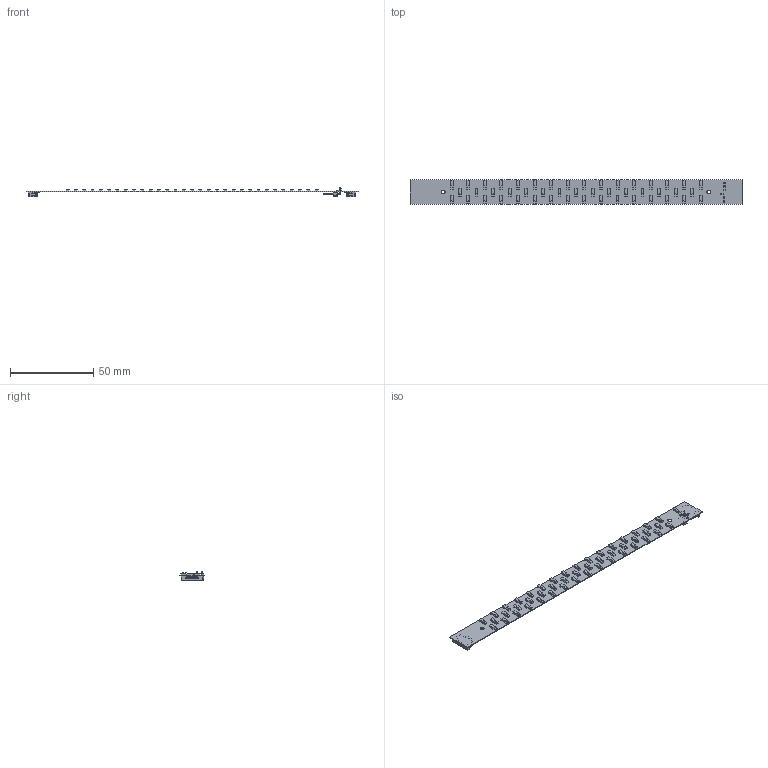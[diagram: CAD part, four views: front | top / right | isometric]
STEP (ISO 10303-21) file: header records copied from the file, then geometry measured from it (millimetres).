
FILE_DESCRIPTION(('Open CASCADE Model'),'2;1');
FILE_NAME('Open CASCADE Shape Model','2019-10-10T09:42:04',('Author'),( 'Open CASCADE'),'Open CASCADE STEP processor 6.8','Open CASCADE 6.8' ,'Unknown');
FILE_SCHEMA(('AUTOMOTIVE_DESIGN { 1 0 10303 214 1 1 1 1 }'));
Length unit declared in the file: millimetre
Products named in the file (130): PCB; Board; Open CASCADE STEP translator 6.8 2.1.1; U1_HALL_L24; 6321826496; Extruded; U1_HALL_L23; U1_HALL_L47; U1_HALL_L46; U1_HALL_L45; U1_HALL_L44; U1_HALL_L43; U1_HALL_L42; U1_HALL_L41; U1_HALL_L40; U1_HALL_L39; U1_HALL_L38; U1_HALL_L37; U1_HALL_L36; U1_HALL_L35; U1_HALL_L34; U1_HALL_L33; U1_HALL_L32; U1_HALL_L31; U1_HALL_L30; U1_HALL_L29; U1_HALL_L28; U1_HALL_L27; U1_HALL_L26; U1_HALL_L25; U1_HALL_L22; U1_HALL_L21; U1_HALL_L20; U1_HALL_L19; U1_HALL_L18; U1_HALL_L17; C1_HALL_L47; 6321825696; 6321825216; C1_HALL_L46 ...
Assembly tree (324 placements, depth 4):
  PCB
    Board
      Open CASCADE STEP translator 6.8 2.1.1
    U1_HALL_L24
      6321826496
        Extruded
    U1_HALL_L23
      6321826496
        Extruded
    U1_HALL_L47
      6321826496
        Extruded
    U1_HALL_L46
      6321826496
        Extruded
    U1_HALL_L45
      6321826496
        Extruded
    U1_HALL_L44
      6321826496
        Extruded
    U1_HALL_L43
      6321826496
        Extruded
    U1_HALL_L42
      6321826496
        Extruded
    U1_HALL_L41
      6321826496
        Extruded
    U1_HALL_L40
      6321826496
        Extruded
    U1_HALL_L39
      6321826496
        Extruded
    U1_HALL_L38
      6321826496
        Extruded
    U1_HALL_L37
      6321826496
        Extruded
    U1_HALL_L36
      6321826496
        Extruded
    U1_HALL_L35
      6321826496
        Extruded
    U1_HALL_L34
      6321826496
        Extruded
    U1_HALL_L33
      6321826496
        Extruded
    U1_HALL_L32
      6321826496
        Extruded
    U1_HALL_L31
      6321826496
        Extruded
Bounding box: 200 x 15 x 5.98 mm (x, y, z)
Volume: 1944 mm3; surface area: 9222.5 mm2
Topology: 221 solids, 221 shells, 2158 faces, 5160 edges, 3412 vertices
Faces by surface type: plane 1826, cylinder 332
Full cylindrical faces by diameter (mm): 1.1 x2, 2.4 x2
Entity records: 17307 total; most frequent: DIRECTION 2792, CARTESIAN_POINT 2599, ORIENTED_EDGE 2256, EDGE_CURVE 1128, AXIS2_PLACEMENT_3D 931, LINE 930, VECTOR 930, VERTEX_POINT 738
